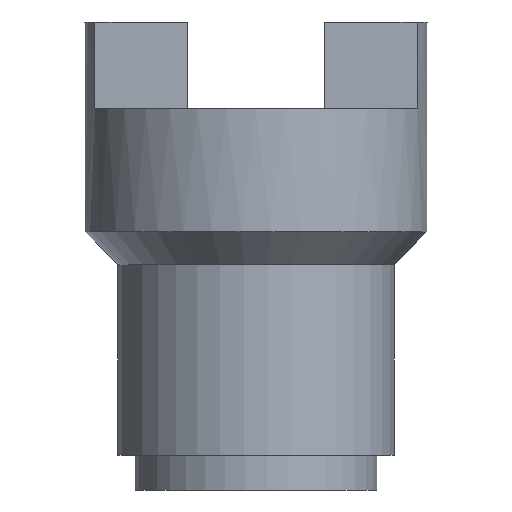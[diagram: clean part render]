
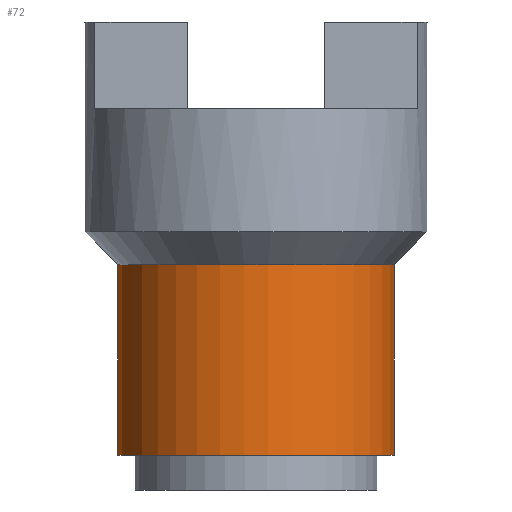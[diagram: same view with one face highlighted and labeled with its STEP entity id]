
A CAD part, front view. The second image highlights one B-rep face of the part: STEP entity #72.
In plain terms, the highlighted cylindrical face has radius 4 mm (diameter 8 mm), a partial arc.
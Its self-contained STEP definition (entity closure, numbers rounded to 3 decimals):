
#72 = ADVANCED_FACE( '', ( #140 ), #141, .T. );
#140 = FACE_OUTER_BOUND( '', #201, .T. );
#141 = CYLINDRICAL_SURFACE( '', #202, 4. );
#201 = EDGE_LOOP( '', ( #351, #352, #353, #354 ) );
#202 = AXIS2_PLACEMENT_3D( '', #355, #356, #357 );
#351 = ORIENTED_EDGE( '', *, *, #441, .F. );
#352 = ORIENTED_EDGE( '', *, *, #432, .F. );
#353 = ORIENTED_EDGE( '', *, *, #396, .F. );
#354 = ORIENTED_EDGE( '', *, *, #426, .T. );
#355 = CARTESIAN_POINT( '', ( 0., 0., 0. ) );
#356 = DIRECTION( '', ( 0., 0., -1. ) );
#357 = DIRECTION( '', ( 1., 0., 0. ) );
#396 = EDGE_CURVE( '', #476, #463, #478, .T. );
#426 = EDGE_CURVE( '', #476, #520, #523, .F. );
#432 = EDGE_CURVE( '', #463, #528, #530, .T. );
#441 = EDGE_CURVE( '', #528, #520, #539, .F. );
#463 = VERTEX_POINT( '', #565 );
#476 = VERTEX_POINT( '', #584 );
#478 = LINE( '', #587, #588 );
#520 = VERTEX_POINT( '', #643 );
#523 = CIRCLE( '', #647, 4. );
#528 = VERTEX_POINT( '', #653 );
#530 = CIRCLE( '', #656, 4. );
#539 = LINE( '', #668, #669 );
#565 = CARTESIAN_POINT( '', ( -2.828, 2.828, 6.5 ) );
#584 = CARTESIAN_POINT( '', ( -2.828, 2.828, 1. ) );
#587 = CARTESIAN_POINT( '', ( -2.828, 2.828, 0. ) );
#588 = VECTOR( '', #695, 1000. );
#643 = CARTESIAN_POINT( '', ( 2.828, 2.828, 1. ) );
#647 = AXIS2_PLACEMENT_3D( '', #737, #738, #739 );
#653 = CARTESIAN_POINT( '', ( 2.828, 2.828, 6.5 ) );
#656 = AXIS2_PLACEMENT_3D( '', #745, #746, #747 );
#668 = CARTESIAN_POINT( '', ( 2.828, 2.828, 0. ) );
#669 = VECTOR( '', #751, 1000. );
#695 = DIRECTION( '', ( 0., 0., 1. ) );
#737 = CARTESIAN_POINT( '', ( 0., 0., 1. ) );
#738 = DIRECTION( '', ( 0., 0., -1. ) );
#739 = DIRECTION( '', ( -1., 0., 0. ) );
#745 = CARTESIAN_POINT( '', ( 0., 0., 6.5 ) );
#746 = DIRECTION( '', ( 0., 0., 1. ) );
#747 = DIRECTION( '', ( 1., 0., 0. ) );
#751 = DIRECTION( '', ( 0., 0., 1. ) );
